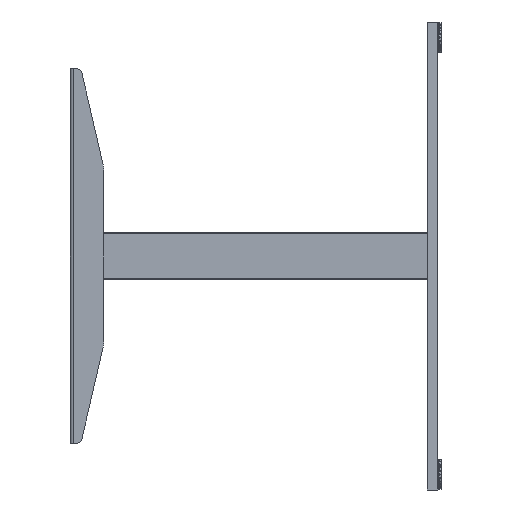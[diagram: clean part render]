
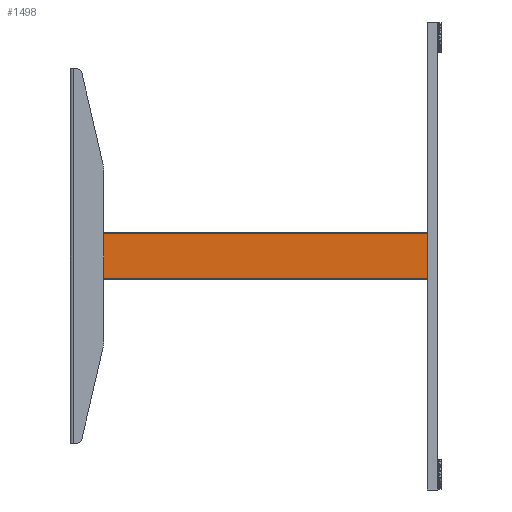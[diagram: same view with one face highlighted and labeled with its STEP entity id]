
A CAD part, left-side view. The second image highlights one B-rep face of the part: STEP entity #1498.
In plain terms, the highlighted planar face has unit normal (-1, 0, 0).
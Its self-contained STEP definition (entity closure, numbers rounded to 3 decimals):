
#1146 = CARTESIAN_POINT ( 'NONE',  ( -591., 27., -42.5 ) ) ;
#1498 = ADVANCED_FACE ( 'NONE', ( #54145 ), #30755, .F. ) ;
#3239 = DIRECTION ( 'NONE',  ( 0., 0., -1. ) ) ;
#4182 = CARTESIAN_POINT ( 'NONE',  ( -591., 27., -42.5 ) ) ;
#4280 = VECTOR ( 'NONE', #25913, 1000. ) ;
#4715 = ORIENTED_EDGE ( 'NONE', *, *, #28752, .T. ) ;
#9806 = VECTOR ( 'NONE', #62898, 1000. ) ;
#13462 = EDGE_CURVE ( 'NONE', #14276, #35401, #24019, .T. ) ;
#14276 = VERTEX_POINT ( 'NONE', #18299 ) ;
#18299 = CARTESIAN_POINT ( 'NONE',  ( -591., 27., -42.5 ) ) ;
#19012 = CARTESIAN_POINT ( 'NONE',  ( -591., 664., -42.5 ) ) ;
#22617 = VECTOR ( 'NONE', #25554, 1000. ) ;
#24019 = LINE ( 'NONE', #31627, #9806 ) ;
#25288 = DIRECTION ( 'NONE',  ( 0., 0., -1. ) ) ;
#25554 = DIRECTION ( 'NONE',  ( 0., 0., -1. ) ) ;
#25913 = DIRECTION ( 'NONE',  ( 0., 1., 0. ) ) ;
#26075 = LINE ( 'NONE', #53803, #4280 ) ;
#28752 = EDGE_CURVE ( 'NONE', #39094, #35401, #38621, .T. ) ;
#29816 = EDGE_CURVE ( 'NONE', #34863, #14276, #34293, .T. ) ;
#30755 = PLANE ( 'NONE',  #60966 ) ;
#31627 = CARTESIAN_POINT ( 'NONE',  ( -591., 27., -42.5 ) ) ;
#34293 = LINE ( 'NONE', #1146, #67852 ) ;
#34657 = CARTESIAN_POINT ( 'NONE',  ( -591., 27., 42.5 ) ) ;
#34863 = VERTEX_POINT ( 'NONE', #34657 ) ;
#35401 = VERTEX_POINT ( 'NONE', #19012 ) ;
#38621 = LINE ( 'NONE', #41989, #22617 ) ;
#39094 = VERTEX_POINT ( 'NONE', #65902 ) ;
#41989 = CARTESIAN_POINT ( 'NONE',  ( -591., 664., -42.5 ) ) ;
#44563 = EDGE_CURVE ( 'NONE', #34863, #39094, #26075, .T. ) ;
#45501 = ORIENTED_EDGE ( 'NONE', *, *, #13462, .F. ) ;
#46953 = EDGE_LOOP ( 'NONE', ( #4715, #45501, #66572, #63416 ) ) ;
#53803 = CARTESIAN_POINT ( 'NONE',  ( -591., 27., 42.5 ) ) ;
#54145 = FACE_OUTER_BOUND ( 'NONE', #46953, .T. ) ;
#60966 = AXIS2_PLACEMENT_3D ( 'NONE', #4182, #63234, #25288 ) ;
#62898 = DIRECTION ( 'NONE',  ( 0., 1., 0. ) ) ;
#63234 = DIRECTION ( 'NONE',  ( 1., 0., 0. ) ) ;
#63416 = ORIENTED_EDGE ( 'NONE', *, *, #44563, .T. ) ;
#65902 = CARTESIAN_POINT ( 'NONE',  ( -591., 664., 42.5 ) ) ;
#66572 = ORIENTED_EDGE ( 'NONE', *, *, #29816, .F. ) ;
#67852 = VECTOR ( 'NONE', #3239, 1000. ) ;
